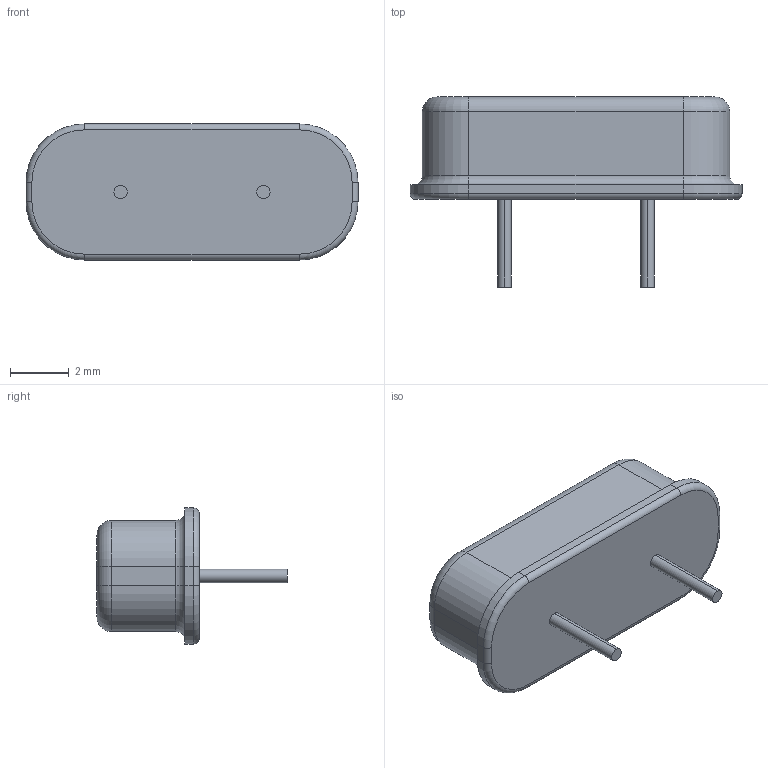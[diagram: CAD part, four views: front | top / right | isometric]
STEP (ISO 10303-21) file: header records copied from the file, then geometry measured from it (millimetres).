
FILE_DESCRIPTION (( 'STEP AP203' ), '1' );
FILE_NAME ('XTAL-HP49US.step_Default_sldprt.STEP', '2020-12-09T15:01:38', ( '' ), ( '' ), 'SwSTEP 2.0', 'SolidWorks 2020', '' );
FILE_SCHEMA (( 'CONFIG_CONTROL_DESIGN' ));
Length unit declared in the file: millimetre
Products named in the file (1): XTAL-HP49US.step_Default_sldprt
Bounding box: 11.35 x 6.5 x 4.65 mm (x, y, z)
Volume: 137.9 mm3; surface area: 187.9 mm2
Topology: 1 solids, 1 shells, 49 faces, 108 edges, 64 vertices
Faces by surface type: cylinder 24, plane 13, torus 12
Entity records: 1427 total; most frequent: DIRECTION 268, CARTESIAN_POINT 222, ORIENTED_EDGE 216, AXIS2_PLACEMENT_3D 110, EDGE_CURVE 108, VERTEX_POINT 64, CIRCLE 60, EDGE_LOOP 52
